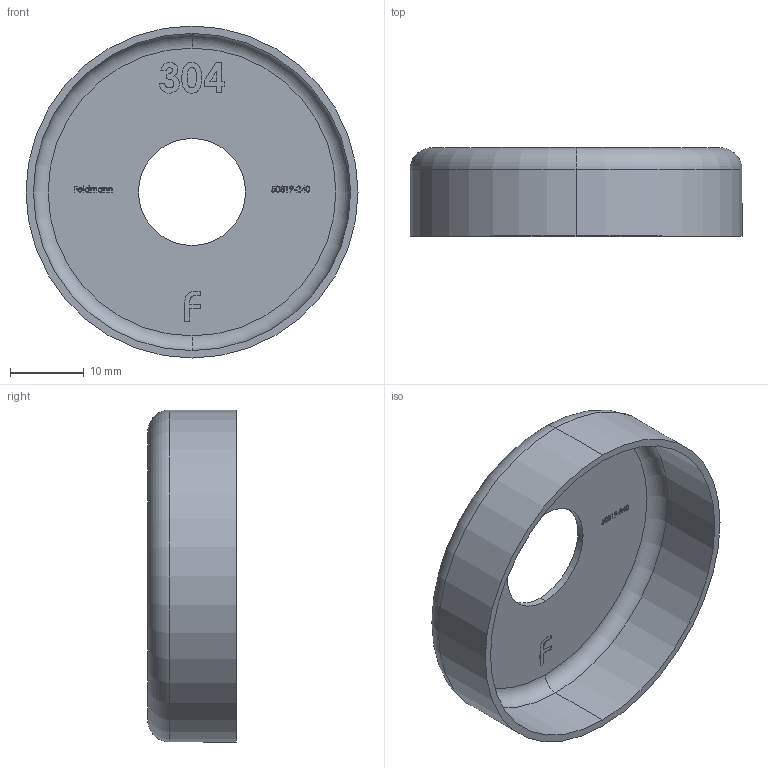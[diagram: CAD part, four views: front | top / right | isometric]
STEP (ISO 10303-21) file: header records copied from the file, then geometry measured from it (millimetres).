
FILE_DESCRIPTION (( 'STEP AP203' ), '1' );
FILE_NAME ('50819-240.step', '2020-11-05T12:45:33', ( '' ), ( '' ), 'SwSTEP 2.0', 'SolidWorks 2018', '' );
FILE_SCHEMA (( 'CONFIG_CONTROL_DESIGN' ));
Length unit declared in the file: millimetre
Products named in the file (2): 50819-240
Bounding box: 45 x 12 x 45 mm (x, y, z)
Volume: 2792 mm3; surface area: 5787.2 mm2
Topology: 1 solids, 1 shells, 295 faces, 776 edges, 516 vertices
Faces by surface type: plane 154, bspline 131, cylinder 6, torus 4
Entity records: 16531 total; most frequent: CARTESIAN_POINT 9960, ORIENTED_EDGE 1552, DIRECTION 866, EDGE_CURVE 776, VERTEX_POINT 516, LINE 494, VECTOR 494, EDGE_LOOP 330
